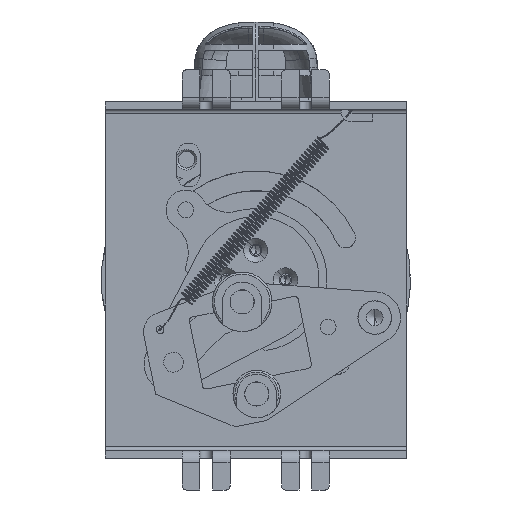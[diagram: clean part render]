
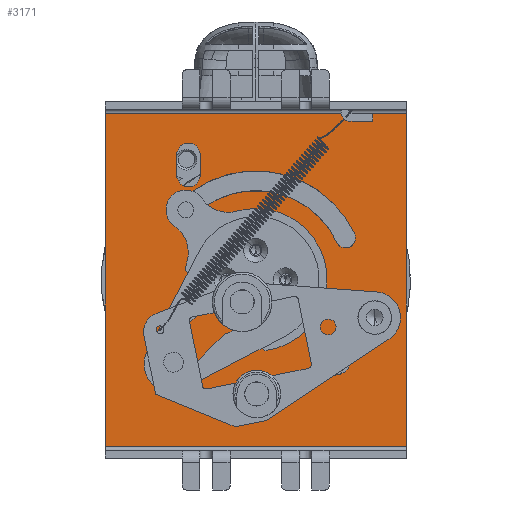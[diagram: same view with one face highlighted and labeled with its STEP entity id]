
A CAD part, left-side view. The second image highlights one B-rep face of the part: STEP entity #3171.
In plain terms, the highlighted planar face has unit normal (-1, 0, 0).
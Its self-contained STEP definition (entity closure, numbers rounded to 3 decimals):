
#143=DIRECTION('',(0.,0.,-1.));
#144=VECTOR('',#143,84.);
#145=CARTESIAN_POINT('',(-2.,38.,42.));
#146=LINE('',#145,#144);
#210=DIRECTION('',(0.,0.,1.));
#211=VECTOR('',#210,84.);
#212=CARTESIAN_POINT('',(-2.,-38.,-42.));
#213=LINE('',#212,#211);
#736=DIRECTION('',(0.,-1.,0.));
#737=VECTOR('',#736,76.);
#738=CARTESIAN_POINT('',(-2.,38.,-42.));
#739=LINE('',#738,#737);
#744=CARTESIAN_POINT('',(-2.,17.,26.5));
#745=DIRECTION('',(-1.,0.,0.));
#746=DIRECTION('',(0.,1.,0.));
#747=AXIS2_PLACEMENT_3D('',#744,#745,#746);
#749=CARTESIAN_POINT('',(-2.,17.,31.5));
#750=DIRECTION('',(-1.,0.,0.));
#751=DIRECTION('',(0.,-1.,0.));
#752=AXIS2_PLACEMENT_3D('',#749,#750,#751);
#754=CARTESIAN_POINT('',(-2.,-20.,-20.));
#755=DIRECTION('',(-1.,0.,0.));
#756=DIRECTION('',(0.,0.,1.));
#757=AXIS2_PLACEMENT_3D('',#754,#755,#756);
#759=CARTESIAN_POINT('',(-2.,-20.,-20.));
#760=DIRECTION('',(-1.,0.,0.));
#761=DIRECTION('',(0.,0.,-1.));
#762=AXIS2_PLACEMENT_3D('',#759,#760,#761);
#764=CARTESIAN_POINT('',(-2.,0.,0.));
#765=DIRECTION('',(-1.,0.,0.));
#766=DIRECTION('',(0.,0.,1.));
#767=AXIS2_PLACEMENT_3D('',#764,#765,#766);
#769=CARTESIAN_POINT('',(-2.,0.,0.));
#770=DIRECTION('',(-1.,0.,0.));
#771=DIRECTION('',(0.,0.,-1.));
#772=AXIS2_PLACEMENT_3D('',#769,#770,#771);
#774=CARTESIAN_POINT('',(-2.,0.,0.));
#775=DIRECTION('',(-1.,0.,0.));
#776=DIRECTION('',(0.,-0.906,0.423));
#777=AXIS2_PLACEMENT_3D('',#774,#775,#776);
#779=CARTESIAN_POINT('',(-2.,17.678,17.678));
#780=DIRECTION('',(-1.,0.,0.));
#781=DIRECTION('',(0.,0.707,0.707));
#782=AXIS2_PLACEMENT_3D('',#779,#780,#781);
#784=CARTESIAN_POINT('',(-2.,0.,0.));
#785=DIRECTION('',(1.,0.,0.));
#786=DIRECTION('',(0.,0.707,0.707));
#787=AXIS2_PLACEMENT_3D('',#784,#785,#786);
#789=CARTESIAN_POINT('',(-2.,-22.658,10.565));
#790=DIRECTION('',(-1.,0.,0.));
#791=DIRECTION('',(0.,0.906,-0.423));
#792=AXIS2_PLACEMENT_3D('',#789,#790,#791);
#794=CARTESIAN_POINT('',(-2.,-30.,-9.5));
#795=DIRECTION('',(-1.,0.,0.));
#796=DIRECTION('',(0.,1.,0.));
#797=AXIS2_PLACEMENT_3D('',#794,#795,#796);
#799=CARTESIAN_POINT('',(-2.,-30.,-9.5));
#800=DIRECTION('',(-1.,0.,0.));
#801=DIRECTION('',(0.,-1.,0.));
#802=AXIS2_PLACEMENT_3D('',#799,#800,#801);
#808=DIRECTION('',(0.,1.,0.));
#809=VECTOR('',#808,76.);
#810=CARTESIAN_POINT('',(-2.,-38.,42.));
#811=LINE('',#810,#809);
#1454=DIRECTION('',(0.,0.,1.));
#1455=VECTOR('',#1454,5.);
#1456=CARTESIAN_POINT('',(-2.,20.,26.5));
#1457=LINE('',#1456,#1455);
#1470=DIRECTION('',(0.,0.,-1.));
#1471=VECTOR('',#1470,5.);
#1472=CARTESIAN_POINT('',(-2.,14.,31.5));
#1473=LINE('',#1472,#1471);
#1768=CARTESIAN_POINT('',(-2.,38.,42.));
#1769=VERTEX_POINT('',#1768);
#1770=CARTESIAN_POINT('',(-2.,38.,-42.));
#1771=VERTEX_POINT('',#1770);
#1824=CARTESIAN_POINT('',(-2.,-38.,-42.));
#1825=VERTEX_POINT('',#1824);
#1826=CARTESIAN_POINT('',(-2.,-38.,42.));
#1827=VERTEX_POINT('',#1826);
#1984=CARTESIAN_POINT('',(-2.,20.,26.5));
#1985=CARTESIAN_POINT('',(-2.,20.,31.5));
#1986=VERTEX_POINT('',#1984);
#1987=VERTEX_POINT('',#1985);
#1988=CARTESIAN_POINT('',(-2.,14.,31.5));
#1989=CARTESIAN_POINT('',(-2.,14.,26.5));
#1990=VERTEX_POINT('',#1988);
#1991=VERTEX_POINT('',#1989);
#1992=CARTESIAN_POINT('',(-2.,-20.,-16.));
#1993=CARTESIAN_POINT('',(-2.,-20.,-24.));
#1994=VERTEX_POINT('',#1992);
#1995=VERTEX_POINT('',#1993);
#1996=CARTESIAN_POINT('',(-2.,0.,11.));
#1997=CARTESIAN_POINT('',(-2.,0.,-11.));
#1998=VERTEX_POINT('',#1996);
#1999=VERTEX_POINT('',#1997);
#2116=CARTESIAN_POINT('',(-2.,-24.923,11.622));
#2118=VERTEX_POINT('',#2116);
#2124=CARTESIAN_POINT('',(-2.,19.445,19.445));
#2125=VERTEX_POINT('',#2124);
#2127=CARTESIAN_POINT('',(-2.,-20.392,9.509));
#2129=VERTEX_POINT('',#2127);
#2133=CARTESIAN_POINT('',(-2.,15.91,15.91));
#2135=VERTEX_POINT('',#2133);
#2184=CARTESIAN_POINT('',(-2.,-27.5,-9.5));
#2185=CARTESIAN_POINT('',(-2.,-32.5,-9.5));
#2186=VERTEX_POINT('',#2184);
#2187=VERTEX_POINT('',#2185);
#3121=CARTESIAN_POINT('',(-2.,38.,-43.));
#3122=DIRECTION('',(1.,0.,0.));
#3123=DIRECTION('',(0.,0.,-1.));
#3124=AXIS2_PLACEMENT_3D('',#3121,#3122,#3123);
#3125=PLANE('',#3124);
#3126=ORIENTED_EDGE('',*,*,#2327,.F.);
#3128=ORIENTED_EDGE('',*,*,#3127,.F.);
#3129=ORIENTED_EDGE('',*,*,#2418,.F.);
#3130=ORIENTED_EDGE('',*,*,#3114,.F.);
#3131=EDGE_LOOP('',(#3126,#3128,#3129,#3130));
#3132=FACE_OUTER_BOUND('',#3131,.F.);
#3134=ORIENTED_EDGE('',*,*,#3133,.F.);
#3136=ORIENTED_EDGE('',*,*,#3135,.T.);
#3138=ORIENTED_EDGE('',*,*,#3137,.F.);
#3140=ORIENTED_EDGE('',*,*,#3139,.T.);
#3141=EDGE_LOOP('',(#3134,#3136,#3138,#3140));
#3142=FACE_BOUND('',#3141,.F.);
#3144=ORIENTED_EDGE('',*,*,#3143,.T.);
#3146=ORIENTED_EDGE('',*,*,#3145,.T.);
#3147=EDGE_LOOP('',(#3144,#3146));
#3148=FACE_BOUND('',#3147,.F.);
#3150=ORIENTED_EDGE('',*,*,#3149,.T.);
#3152=ORIENTED_EDGE('',*,*,#3151,.T.);
#3153=EDGE_LOOP('',(#3150,#3152));
#3154=FACE_BOUND('',#3153,.F.);
#3156=ORIENTED_EDGE('',*,*,#3155,.T.);
#3158=ORIENTED_EDGE('',*,*,#3157,.T.);
#3160=ORIENTED_EDGE('',*,*,#3159,.T.);
#3162=ORIENTED_EDGE('',*,*,#3161,.T.);
#3163=EDGE_LOOP('',(#3156,#3158,#3160,#3162));
#3164=FACE_BOUND('',#3163,.F.);
#3166=ORIENTED_EDGE('',*,*,#3165,.T.);
#3168=ORIENTED_EDGE('',*,*,#3167,.T.);
#3169=EDGE_LOOP('',(#3166,#3168));
#3170=FACE_BOUND('',#3169,.F.);
#3171=ADVANCED_FACE('',(#3132,#3142,#3148,#3154,#3164,#3170),#3125,.F.);
#748=CIRCLE('',#747,3.);
#753=CIRCLE('',#752,3.);
#758=CIRCLE('',#757,4.);
#763=CIRCLE('',#762,4.);
#768=CIRCLE('',#767,11.);
#773=CIRCLE('',#772,11.);
#778=CIRCLE('',#777,27.5);
#783=CIRCLE('',#782,2.5);
#788=CIRCLE('',#787,22.5);
#793=CIRCLE('',#792,2.5);
#798=CIRCLE('',#797,2.5);
#803=CIRCLE('',#802,2.5);
#2327=EDGE_CURVE('',#1769,#1771,#146,.T.);
#2418=EDGE_CURVE('',#1825,#1827,#213,.T.);
#3114=EDGE_CURVE('',#1771,#1825,#739,.T.);
#3127=EDGE_CURVE('',#1827,#1769,#811,.T.);
#3133=EDGE_CURVE('',#1986,#1987,#1457,.T.);
#3135=EDGE_CURVE('',#1986,#1991,#748,.T.);
#3137=EDGE_CURVE('',#1990,#1991,#1473,.T.);
#3139=EDGE_CURVE('',#1990,#1987,#753,.T.);
#3143=EDGE_CURVE('',#1994,#1995,#758,.T.);
#3145=EDGE_CURVE('',#1995,#1994,#763,.T.);
#3149=EDGE_CURVE('',#1998,#1999,#768,.T.);
#3151=EDGE_CURVE('',#1999,#1998,#773,.T.);
#3155=EDGE_CURVE('',#2118,#2125,#778,.T.);
#3157=EDGE_CURVE('',#2125,#2135,#783,.T.);
#3159=EDGE_CURVE('',#2135,#2129,#788,.T.);
#3161=EDGE_CURVE('',#2129,#2118,#793,.T.);
#3165=EDGE_CURVE('',#2186,#2187,#798,.T.);
#3167=EDGE_CURVE('',#2187,#2186,#803,.T.);
